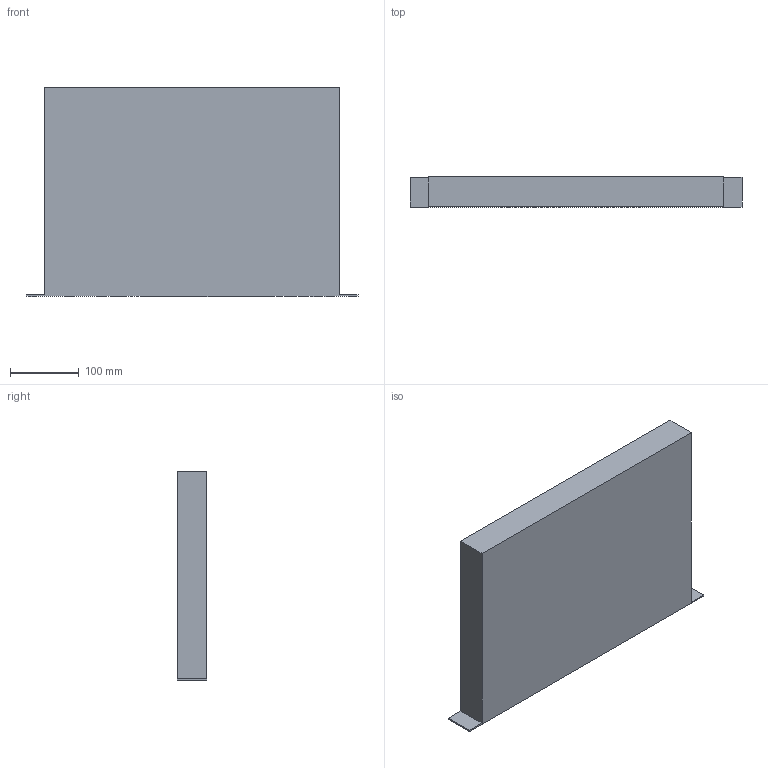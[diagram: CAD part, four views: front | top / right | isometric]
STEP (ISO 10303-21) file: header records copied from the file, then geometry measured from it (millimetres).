
FILE_DESCRIPTION (( 'STEP AP203' ), '1' );
FILE_NAME ('MES2324PDC.STEP', '2022-09-28T10:22:25', ( '' ), ( '' ), 'SwSTEP 2.0', 'SolidWorks 2021', '' );
FILE_SCHEMA (( 'CONFIG_CONTROL_DESIGN' ));
Length unit declared in the file: millimetre
Products named in the file (1): MES2324PDC
Bounding box: 482.6 x 43.6 x 305.1 mm (x, y, z)
Volume: 5708775.8 mm3; surface area: 332836.9 mm2
Topology: 1 solids, 1 shells, 511 faces, 1338 edges, 892 vertices
Faces by surface type: plane 441, cylinder 70
Entity records: 15589 total; most frequent: CARTESIAN_POINT 2742, ORIENTED_EDGE 2676, DIRECTION 2502, EDGE_CURVE 1338, VECTOR 1198, LINE 1198, VERTEX_POINT 892, AXIS2_PLACEMENT_3D 652
